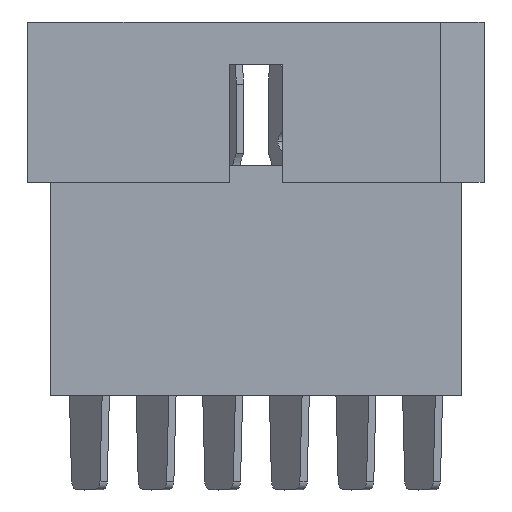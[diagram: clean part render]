
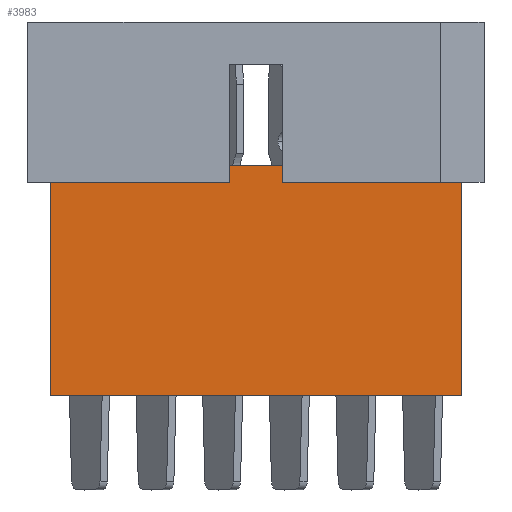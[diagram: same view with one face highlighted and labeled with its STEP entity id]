
A CAD part, top view. The second image highlights one B-rep face of the part: STEP entity #3983.
In plain terms, the highlighted planar face has unit normal (0, 0, 1).
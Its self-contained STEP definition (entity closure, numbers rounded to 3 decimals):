
#53 = CARTESIAN_POINT ( 'NONE',  ( 11.506, 1.016, 2.54 ) ) ;
#76 = DIRECTION ( 'NONE',  ( 1., 0., 0. ) ) ;
#194 = DIRECTION ( 'NONE',  ( 0., 1., 0. ) ) ;
#251 = VECTOR ( 'NONE', #3032, 1000. ) ;
#342 = DIRECTION ( 'NONE',  ( 1., 0., 0. ) ) ;
#416 = LINE ( 'NONE', #4302, #729 ) ;
#691 = VERTEX_POINT ( 'NONE', #1391 ) ;
#692 = CARTESIAN_POINT ( 'NONE',  ( -2.324, -12.7, 2.54 ) ) ;
#693 = LINE ( 'NONE', #8707, #251 ) ;
#729 = VECTOR ( 'NONE', #9218, 1000. ) ;
#730 = EDGE_CURVE ( 'NONE', #6080, #915, #1080, .T. ) ;
#915 = VERTEX_POINT ( 'NONE', #4080 ) ;
#1044 = CARTESIAN_POINT ( 'NONE',  ( 8.306, 0., 2.54 ) ) ;
#1080 = LINE ( 'NONE', #7389, #2081 ) ;
#1189 = LINE ( 'NONE', #8537, #4780 ) ;
#1375 = VECTOR ( 'NONE', #6408, 1000. ) ;
#1391 = CARTESIAN_POINT ( 'NONE',  ( 22.136, 0., 2.54 ) ) ;
#1521 = LINE ( 'NONE', #4566, #3321 ) ;
#1683 = VERTEX_POINT ( 'NONE', #1044 ) ;
#2009 = ORIENTED_EDGE ( 'NONE', *, *, #730, .F. ) ;
#2039 = VERTEX_POINT ( 'NONE', #53 ) ;
#2081 = VECTOR ( 'NONE', #194, 1000. ) ;
#2159 = CARTESIAN_POINT ( 'NONE',  ( 8.306, 6.985, 2.54 ) ) ;
#2526 = EDGE_CURVE ( 'NONE', #4598, #2039, #693, .T. ) ;
#2552 = DIRECTION ( 'NONE',  ( 1., 0., 0. ) ) ;
#3032 = DIRECTION ( 'NONE',  ( 1., 0., 0. ) ) ;
#3321 = VECTOR ( 'NONE', #342, 1000. ) ;
#3370 = VECTOR ( 'NONE', #8263, 1000. ) ;
#3459 = ORIENTED_EDGE ( 'NONE', *, *, #5252, .T. ) ;
#3479 = ORIENTED_EDGE ( 'NONE', *, *, #8275, .F. ) ;
#3620 = EDGE_CURVE ( 'NONE', #5542, #2039, #4923, .T. ) ;
#3983 = ADVANCED_FACE ( 'NONE', ( #8812 ), #8324, .T. ) ;
#3991 = ORIENTED_EDGE ( 'NONE', *, *, #8625, .T. ) ;
#4080 = CARTESIAN_POINT ( 'NONE',  ( -2.324, 0., 2.54 ) ) ;
#4164 = EDGE_LOOP ( 'NONE', ( #3479, #2009, #3991, #4817, #9003, #6462, #8280, #3459 ) ) ;
#4302 = CARTESIAN_POINT ( 'NONE',  ( -2.324, 0., 2.54 ) ) ;
#4566 = CARTESIAN_POINT ( 'NONE',  ( -2.324, -12.7, 2.54 ) ) ;
#4598 = VERTEX_POINT ( 'NONE', #8990 ) ;
#4679 = AXIS2_PLACEMENT_3D ( 'NONE', #9067, #6857, #2552 ) ;
#4733 = CARTESIAN_POINT ( 'NONE',  ( 11.506, 0., 2.54 ) ) ;
#4780 = VECTOR ( 'NONE', #76, 1000. ) ;
#4813 = CARTESIAN_POINT ( 'NONE',  ( 22.136, -12.7, 2.54 ) ) ;
#4817 = ORIENTED_EDGE ( 'NONE', *, *, #5668, .T. ) ;
#4923 = LINE ( 'NONE', #5419, #3370 ) ;
#5252 = EDGE_CURVE ( 'NONE', #4598, #1683, #5634, .T. ) ;
#5419 = CARTESIAN_POINT ( 'NONE',  ( 11.506, 6.985, 2.54 ) ) ;
#5542 = VERTEX_POINT ( 'NONE', #4733 ) ;
#5634 = LINE ( 'NONE', #2159, #1375 ) ;
#5668 = EDGE_CURVE ( 'NONE', #8657, #691, #6711, .T. ) ;
#6080 = VERTEX_POINT ( 'NONE', #692 ) ;
#6408 = DIRECTION ( 'NONE',  ( 0., -1., 0. ) ) ;
#6462 = ORIENTED_EDGE ( 'NONE', *, *, #3620, .T. ) ;
#6711 = LINE ( 'NONE', #6850, #7018 ) ;
#6850 = CARTESIAN_POINT ( 'NONE',  ( 22.136, -12.7, 2.54 ) ) ;
#6857 = DIRECTION ( 'NONE',  ( 0., 0., 1. ) ) ;
#7018 = VECTOR ( 'NONE', #7517, 1000. ) ;
#7389 = CARTESIAN_POINT ( 'NONE',  ( -2.324, -12.7, 2.54 ) ) ;
#7487 = EDGE_CURVE ( 'NONE', #5542, #691, #1189, .T. ) ;
#7517 = DIRECTION ( 'NONE',  ( 0., 1., 0. ) ) ;
#8263 = DIRECTION ( 'NONE',  ( 0., 1., 0. ) ) ;
#8275 = EDGE_CURVE ( 'NONE', #915, #1683, #416, .T. ) ;
#8280 = ORIENTED_EDGE ( 'NONE', *, *, #2526, .F. ) ;
#8324 = PLANE ( 'NONE',  #4679 ) ;
#8537 = CARTESIAN_POINT ( 'NONE',  ( -2.324, 0., 2.54 ) ) ;
#8625 = EDGE_CURVE ( 'NONE', #6080, #8657, #1521, .T. ) ;
#8657 = VERTEX_POINT ( 'NONE', #4813 ) ;
#8707 = CARTESIAN_POINT ( 'NONE',  ( 0., 1.016, 2.54 ) ) ;
#8812 = FACE_OUTER_BOUND ( 'NONE', #4164, .T. ) ;
#8990 = CARTESIAN_POINT ( 'NONE',  ( 8.306, 1.016, 2.54 ) ) ;
#9003 = ORIENTED_EDGE ( 'NONE', *, *, #7487, .F. ) ;
#9067 = CARTESIAN_POINT ( 'NONE',  ( -2.324, -12.7, 2.54 ) ) ;
#9218 = DIRECTION ( 'NONE',  ( 1., 0., 0. ) ) ;
